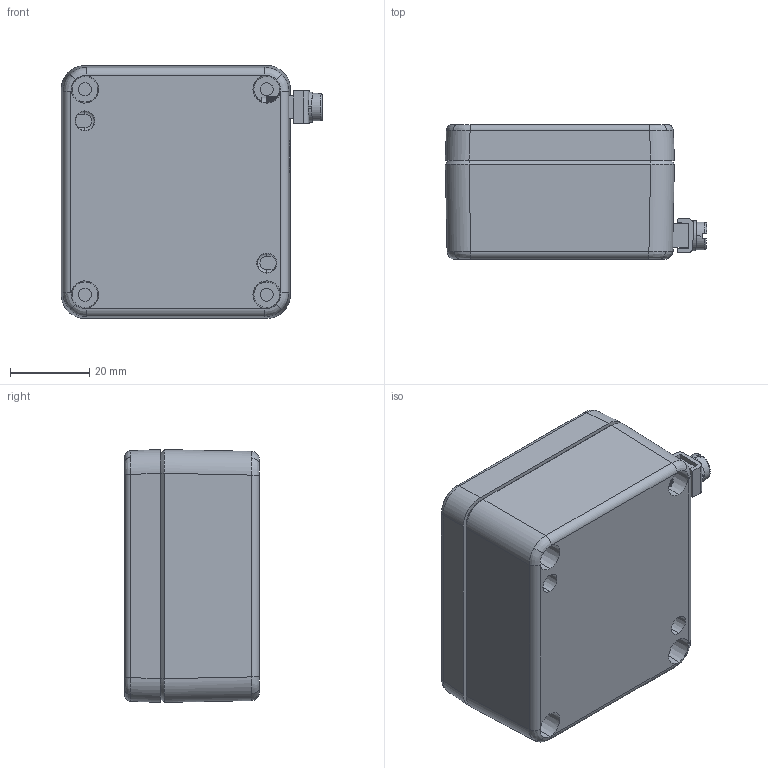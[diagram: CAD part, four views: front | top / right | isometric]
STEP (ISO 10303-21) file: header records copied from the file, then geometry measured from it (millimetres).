
FILE_DESCRIPTION (( 'STEP AP214' ), '1' );
FILE_NAME ('25060603.STEP', '2012-06-13T13:46:31', ( ' ' ), ( '' ), 'SwSTEP 2.0', 'SolidWorks 2011', '' );
FILE_SCHEMA (( 'AUTOMOTIVE_DESIGN' ));
Length unit declared in the file: millimetre
Products named in the file (13): 92441; 88309; 88309_1; 93042; 83014; 88309_2; 92081; 01060603_Ex Ausführung; 82012; 93132; 02010; 01010_Bearbeitung_n_ZngNr._01-2-010100-01-0; 25060603
Assembly tree (15 placements, depth 3):
  25060603
    88309
      93042
      88309_2
      88309_1
      83014
    92441
    92081
    01060603_Ex Ausführung
      93132  x4
      02010
      01010_Bearbeitung_n_ZngNr._01-2-010100-01-0
      82012
Bounding box: 66.18 x 34 x 64 mm (x, y, z)
Volume: 48703.5 mm3; surface area: 38097 mm2
Topology: 13 solids, 13 shells, 1103 faces, 2693 edges, 1677 vertices
Faces by surface type: plane 554, cylinder 259, bspline 154, cone 112, torus 24
Entity records: 39286 total; most frequent: CARTESIAN_POINT 15360, ORIENTED_EDGE 4970, DIRECTION 4588, EDGE_CURVE 2485, AXIS2_PLACEMENT_3D 1590, VERTEX_POINT 1551, VECTOR 1408, LINE 1408
